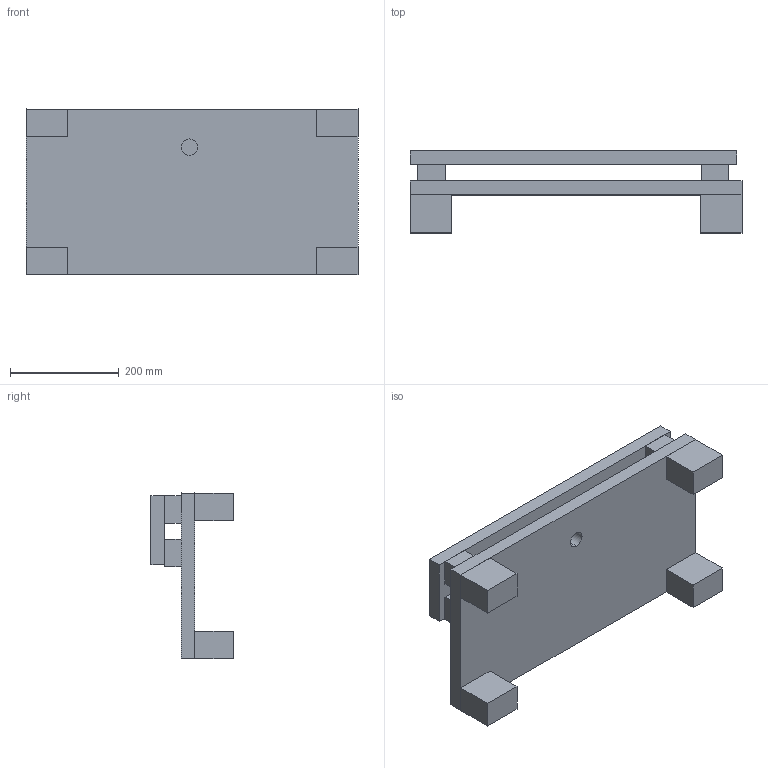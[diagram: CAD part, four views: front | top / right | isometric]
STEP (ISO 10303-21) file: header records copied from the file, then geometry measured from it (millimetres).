
FILE_DESCRIPTION (( 'STEP AP203' ), '1' );
FILE_NAME ('BaseAssembly.STEP', '2012-07-03T02:00:56', ( '' ), ( '' ), 'SwSTEP 2.0', 'SolidWorks 2010', '' );
FILE_SCHEMA (( 'CONFIG_CONTROL_DESIGN' ));
Length unit declared in the file: millimetre
Products named in the file (5): BaseAssembly; Baseplate; BaseFlat; ShortSpacer; LongSpacer
Assembly tree (10 placements, depth 2):
  BaseAssembly
    LongSpacer  x4
    BaseFlat
    ShortSpacer  x4
    Baseplate
Bounding box: 609.6 x 150.8 x 304.8 mm (x, y, z)
Volume: 7989411.5 mm3; surface area: 765649 mm2
Topology: 10 solids, 10 shells, 98 faces, 222 edges, 148 vertices
Faces by surface type: plane 64, cylinder 34
Entity records: 2387 total; most frequent: DIRECTION 326, CARTESIAN_POINT 289, ORIENTED_EDGE 264, EDGE_CURVE 132, AXIS2_PLACEMENT_3D 125, VERTEX_POINT 88, EDGE_LOOP 80, LINE 76
